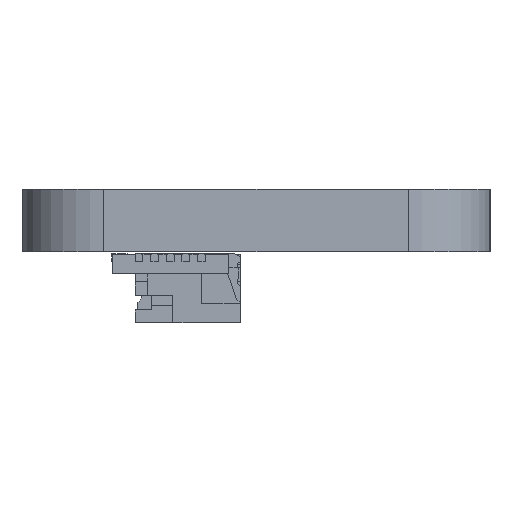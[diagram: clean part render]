
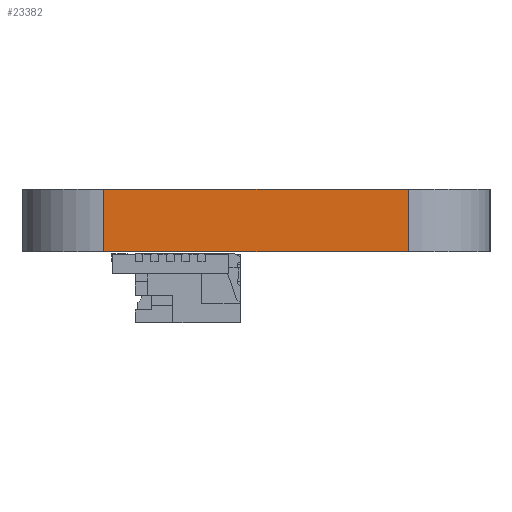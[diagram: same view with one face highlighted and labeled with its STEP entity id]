
A CAD part, left-side view. The second image highlights one B-rep face of the part: STEP entity #23382.
In plain terms, the highlighted planar face has unit normal (-1, 0, 0).
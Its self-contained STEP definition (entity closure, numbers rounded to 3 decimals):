
#21984 = PLANE('',#21985);
#21985 = AXIS2_PLACEMENT_3D('',#21986,#21987,#21988);
#21986 = CARTESIAN_POINT('',(0.,0.,1.6)
  );
#21987 = DIRECTION('',(-0.,-0.,-1.));
#21988 = DIRECTION('',(-1.,0.,0.));
#22038 = PLANE('',#22039);
#22039 = AXIS2_PLACEMENT_3D('',#22040,#22041,#22042);
#22040 = CARTESIAN_POINT('',(0.,0.,0.)
  );
#22041 = DIRECTION('',(-0.,-0.,-1.));
#22042 = DIRECTION('',(-1.,0.,0.));
#22251 = VERTEX_POINT('',#22252);
#22252 = CARTESIAN_POINT('',(-45.8,-3.9,0.));
#22271 = CYLINDRICAL_SURFACE('',#22272,2.1);
#22272 = AXIS2_PLACEMENT_3D('',#22273,#22274,#22275);
#22273 = CARTESIAN_POINT('',(-43.7,-3.9,0.));
#22274 = DIRECTION('',(-0.,-0.,-1.));
#22275 = DIRECTION('',(1.,0.,-0.));
#22283 = EDGE_CURVE('',#22251,#22284,#22286,.T.);
#22284 = VERTEX_POINT('',#22285);
#22285 = CARTESIAN_POINT('',(-45.8,3.9,0.));
#22286 = SURFACE_CURVE('',#22287,(#22291,#22298),.PCURVE_S1.);
#22287 = LINE('',#22288,#22289);
#22288 = CARTESIAN_POINT('',(-45.8,-3.9,0.));
#22289 = VECTOR('',#22290,1.);
#22290 = DIRECTION('',(0.,1.,0.));
#22291 = PCURVE('',#22038,#22292);
#22292 = DEFINITIONAL_REPRESENTATION('',(#22293),#22297);
#22293 = LINE('',#22294,#22295);
#22294 = CARTESIAN_POINT('',(45.8,-3.9));
#22295 = VECTOR('',#22296,1.);
#22296 = DIRECTION('',(0.,1.));
#22297 = ( GEOMETRIC_REPRESENTATION_CONTEXT(2) 
PARAMETRIC_REPRESENTATION_CONTEXT() REPRESENTATION_CONTEXT('2D SPACE',''
  ) );
#22298 = PCURVE('',#22299,#22304);
#22299 = PLANE('',#22300);
#22300 = AXIS2_PLACEMENT_3D('',#22301,#22302,#22303);
#22301 = CARTESIAN_POINT('',(-45.8,-3.9,0.));
#22302 = DIRECTION('',(-1.,0.,0.));
#22303 = DIRECTION('',(0.,1.,0.));
#22304 = DEFINITIONAL_REPRESENTATION('',(#22305),#22309);
#22305 = LINE('',#22306,#22307);
#22306 = CARTESIAN_POINT('',(0.,0.));
#22307 = VECTOR('',#22308,1.);
#22308 = DIRECTION('',(1.,0.));
#22309 = ( GEOMETRIC_REPRESENTATION_CONTEXT(2) 
PARAMETRIC_REPRESENTATION_CONTEXT() REPRESENTATION_CONTEXT('2D SPACE',''
  ) );
#22332 = CYLINDRICAL_SURFACE('',#22333,2.1);
#22333 = AXIS2_PLACEMENT_3D('',#22334,#22335,#22336);
#22334 = CARTESIAN_POINT('',(-43.7,3.9,0.));
#22335 = DIRECTION('',(-0.,-0.,-1.));
#22336 = DIRECTION('',(1.,0.,-0.));
#22815 = VERTEX_POINT('',#22816);
#22816 = CARTESIAN_POINT('',(-45.8,-3.9,1.6));
#22842 = EDGE_CURVE('',#22815,#22843,#22845,.T.);
#22843 = VERTEX_POINT('',#22844);
#22844 = CARTESIAN_POINT('',(-45.8,3.9,1.6));
#22845 = SURFACE_CURVE('',#22846,(#22850,#22857),.PCURVE_S1.);
#22846 = LINE('',#22847,#22848);
#22847 = CARTESIAN_POINT('',(-45.8,-3.9,1.6));
#22848 = VECTOR('',#22849,1.);
#22849 = DIRECTION('',(0.,1.,0.));
#22850 = PCURVE('',#21984,#22851);
#22851 = DEFINITIONAL_REPRESENTATION('',(#22852),#22856);
#22852 = LINE('',#22853,#22854);
#22853 = CARTESIAN_POINT('',(45.8,-3.9));
#22854 = VECTOR('',#22855,1.);
#22855 = DIRECTION('',(0.,1.));
#22856 = ( GEOMETRIC_REPRESENTATION_CONTEXT(2) 
PARAMETRIC_REPRESENTATION_CONTEXT() REPRESENTATION_CONTEXT('2D SPACE',''
  ) );
#22857 = PCURVE('',#22299,#22858);
#22858 = DEFINITIONAL_REPRESENTATION('',(#22859),#22863);
#22859 = LINE('',#22860,#22861);
#22860 = CARTESIAN_POINT('',(0.,-1.6));
#22861 = VECTOR('',#22862,1.);
#22862 = DIRECTION('',(1.,0.));
#22863 = ( GEOMETRIC_REPRESENTATION_CONTEXT(2) 
PARAMETRIC_REPRESENTATION_CONTEXT() REPRESENTATION_CONTEXT('2D SPACE',''
  ) );
#23334 = EDGE_CURVE('',#22284,#22843,#23335,.T.);
#23335 = SURFACE_CURVE('',#23336,(#23340,#23347),.PCURVE_S1.);
#23336 = LINE('',#23337,#23338);
#23337 = CARTESIAN_POINT('',(-45.8,3.9,0.));
#23338 = VECTOR('',#23339,1.);
#23339 = DIRECTION('',(0.,0.,1.));
#23340 = PCURVE('',#22332,#23341);
#23341 = DEFINITIONAL_REPRESENTATION('',(#23342),#23346);
#23342 = LINE('',#23343,#23344);
#23343 = CARTESIAN_POINT('',(-3.142,0.));
#23344 = VECTOR('',#23345,1.);
#23345 = DIRECTION('',(-0.,-1.));
#23346 = ( GEOMETRIC_REPRESENTATION_CONTEXT(2) 
PARAMETRIC_REPRESENTATION_CONTEXT() REPRESENTATION_CONTEXT('2D SPACE',''
  ) );
#23347 = PCURVE('',#22299,#23348);
#23348 = DEFINITIONAL_REPRESENTATION('',(#23349),#23353);
#23349 = LINE('',#23350,#23351);
#23350 = CARTESIAN_POINT('',(7.8,0.));
#23351 = VECTOR('',#23352,1.);
#23352 = DIRECTION('',(0.,-1.));
#23353 = ( GEOMETRIC_REPRESENTATION_CONTEXT(2) 
PARAMETRIC_REPRESENTATION_CONTEXT() REPRESENTATION_CONTEXT('2D SPACE',''
  ) );
#23359 = EDGE_CURVE('',#22251,#22815,#23360,.T.);
#23360 = SURFACE_CURVE('',#23361,(#23365,#23372),.PCURVE_S1.);
#23361 = LINE('',#23362,#23363);
#23362 = CARTESIAN_POINT('',(-45.8,-3.9,0.));
#23363 = VECTOR('',#23364,1.);
#23364 = DIRECTION('',(0.,0.,1.));
#23365 = PCURVE('',#22271,#23366);
#23366 = DEFINITIONAL_REPRESENTATION('',(#23367),#23371);
#23367 = LINE('',#23368,#23369);
#23368 = CARTESIAN_POINT('',(-3.142,0.));
#23369 = VECTOR('',#23370,1.);
#23370 = DIRECTION('',(-0.,-1.));
#23371 = ( GEOMETRIC_REPRESENTATION_CONTEXT(2) 
PARAMETRIC_REPRESENTATION_CONTEXT() REPRESENTATION_CONTEXT('2D SPACE',''
  ) );
#23372 = PCURVE('',#22299,#23373);
#23373 = DEFINITIONAL_REPRESENTATION('',(#23374),#23378);
#23374 = LINE('',#23375,#23376);
#23375 = CARTESIAN_POINT('',(0.,0.));
#23376 = VECTOR('',#23377,1.);
#23377 = DIRECTION('',(0.,-1.));
#23378 = ( GEOMETRIC_REPRESENTATION_CONTEXT(2) 
PARAMETRIC_REPRESENTATION_CONTEXT() REPRESENTATION_CONTEXT('2D SPACE',''
  ) );
#23382 = ADVANCED_FACE('',(#23383),#22299,.T.);
#23383 = FACE_BOUND('',#23384,.T.);
#23384 = EDGE_LOOP('',(#23385,#23386,#23387,#23388));
#23385 = ORIENTED_EDGE('',*,*,#23359,.T.);
#23386 = ORIENTED_EDGE('',*,*,#22842,.T.);
#23387 = ORIENTED_EDGE('',*,*,#23334,.F.);
#23388 = ORIENTED_EDGE('',*,*,#22283,.F.);
